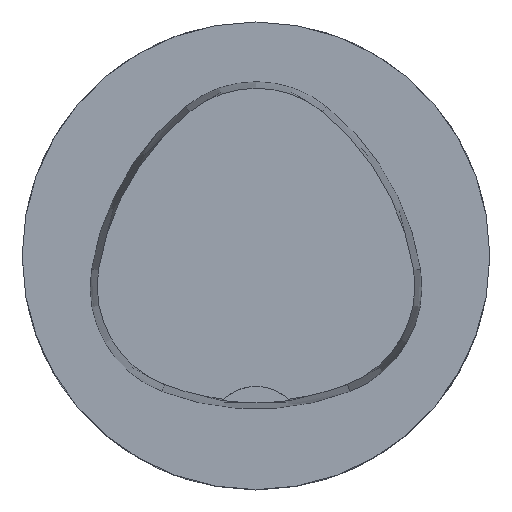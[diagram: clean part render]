
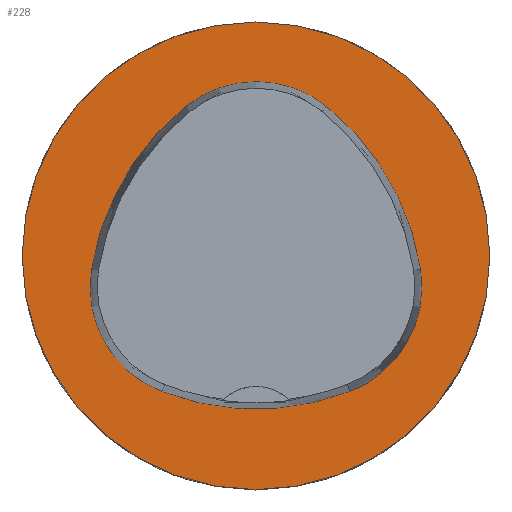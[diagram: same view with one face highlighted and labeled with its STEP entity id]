
A CAD part, top view. The second image highlights one B-rep face of the part: STEP entity #228.
In plain terms, the highlighted planar face has unit normal (0, 0, 1).
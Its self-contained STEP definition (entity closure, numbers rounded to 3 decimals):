
#76=CIRCLE('',#1501,25.);
#77=CIRCLE('',#1507,28.);
#79=CIRCLE('',#1510,12.);
#81=CIRCLE('',#1513,28.);
#83=CIRCLE('',#1516,12.);
#87=CIRCLE('',#1521,28.);
#89=CIRCLE('',#1524,12.);
#228=ADVANCED_FACE('',(#313,#314),#280,.T.);
#280=PLANE('',#1529);
#313=FACE_BOUND('',#391,.T.);
#314=FACE_BOUND('',#392,.T.);
#391=EDGE_LOOP('',(#999,#1000,#1001,#1002,#1003,#1004));
#392=EDGE_LOOP('',(#1005));
#999=ORIENTED_EDGE('',*,*,#1358,.T.);
#1000=ORIENTED_EDGE('',*,*,#1338,.T.);
#1001=ORIENTED_EDGE('',*,*,#1342,.T.);
#1002=ORIENTED_EDGE('',*,*,#1345,.T.);
#1003=ORIENTED_EDGE('',*,*,#1348,.T.);
#1004=ORIENTED_EDGE('',*,*,#1356,.T.);
#1005=ORIENTED_EDGE('',*,*,#1329,.F.);
#1150=VERTEX_POINT('',#2582);
#1159=VERTEX_POINT('',#2601);
#1160=VERTEX_POINT('',#2602);
#1163=VERTEX_POINT('',#2610);
#1165=VERTEX_POINT('',#2616);
#1167=VERTEX_POINT('',#2622);
#1174=VERTEX_POINT('',#2643);
#1329=EDGE_CURVE('',#1150,#1150,#76,.T.);
#1338=EDGE_CURVE('',#1159,#1160,#77,.T.);
#1342=EDGE_CURVE('',#1160,#1163,#79,.T.);
#1345=EDGE_CURVE('',#1163,#1165,#81,.T.);
#1348=EDGE_CURVE('',#1165,#1167,#83,.T.);
#1356=EDGE_CURVE('',#1167,#1174,#87,.T.);
#1358=EDGE_CURVE('',#1174,#1159,#89,.T.);
#1501=AXIS2_PLACEMENT_3D('',#2581,#1773,#1774);
#1507=AXIS2_PLACEMENT_3D('',#2600,#1789,#1790);
#1510=AXIS2_PLACEMENT_3D('',#2609,#1797,#1798);
#1513=AXIS2_PLACEMENT_3D('',#2615,#1804,#1805);
#1516=AXIS2_PLACEMENT_3D('',#2621,#1811,#1812);
#1521=AXIS2_PLACEMENT_3D('',#2644,#1823,#1824);
#1524=AXIS2_PLACEMENT_3D('',#2647,#1829,#1830);
#1529=AXIS2_PLACEMENT_3D('',#2652,#1839,#1840);
#1773=DIRECTION('',(0.,0.,-1.));
#1774=DIRECTION('',(-1.,0.,0.));
#1789=DIRECTION('',(0.,0.,-1.));
#1790=DIRECTION('',(-1.,0.,0.));
#1797=DIRECTION('',(0.,0.,-1.));
#1798=DIRECTION('',(-1.,0.,0.));
#1804=DIRECTION('',(0.,0.,-1.));
#1805=DIRECTION('',(-1.,0.,0.));
#1811=DIRECTION('',(0.,0.,-1.));
#1812=DIRECTION('',(-1.,0.,0.));
#1823=DIRECTION('',(0.,0.,-1.));
#1824=DIRECTION('',(-1.,0.,0.));
#1829=DIRECTION('',(0.,0.,-1.));
#1830=DIRECTION('',(-1.,0.,0.));
#1839=DIRECTION('',(0.,0.,1.));
#1840=DIRECTION('',(1.,0.,0.));
#2581=CARTESIAN_POINT('',(0.,0.,0.));
#2582=CARTESIAN_POINT('',(-25.,0.,0.));
#2600=CARTESIAN_POINT('',(10.068,-5.824,0.));
#2601=CARTESIAN_POINT('',(-17.584,-1.424,0.));
#2602=CARTESIAN_POINT('',(-7.531,15.953,0.));
#2609=CARTESIAN_POINT('',(0.011,6.62,0.));
#2610=CARTESIAN_POINT('',(7.567,15.942,0.));
#2615=CARTESIAN_POINT('',(-10.063,-5.81,0.));
#2616=CARTESIAN_POINT('',(17.59,-1.418,0.));
#2621=CARTESIAN_POINT('',(5.739,-3.3,0.));
#2622=CARTESIAN_POINT('',(10.05,-14.499,0.));
#2643=CARTESIAN_POINT('',(-10.025,-14.516,0.));
#2644=CARTESIAN_POINT('',(-0.01,11.631,0.));
#2647=CARTESIAN_POINT('',(-5.733,-3.31,0.));
#2652=CARTESIAN_POINT('',(0.,0.,0.));
